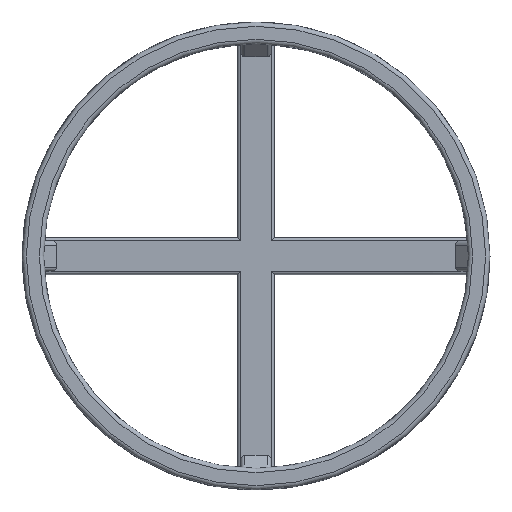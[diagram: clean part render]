
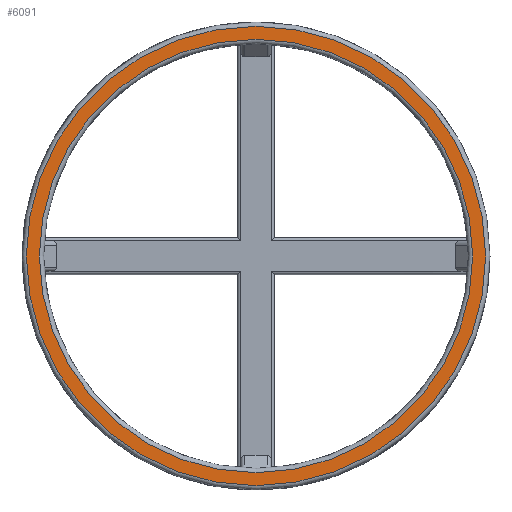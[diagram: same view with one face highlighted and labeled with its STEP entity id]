
A CAD part, top view. The second image highlights one B-rep face of the part: STEP entity #6091.
In plain terms, the highlighted planar face has unit normal (0, 0, 1).
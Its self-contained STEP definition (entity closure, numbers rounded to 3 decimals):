
#324 = TOROIDAL_SURFACE('',#325,50.,1.);
#325 = AXIS2_PLACEMENT_3D('',#326,#327,#328);
#326 = CARTESIAN_POINT('',(0.,0.,21.));
#327 = DIRECTION('',(0.,0.,1.));
#328 = DIRECTION('',(1.,0.,0.));
#4706 = VERTEX_POINT('',#4707);
#4707 = CARTESIAN_POINT('',(50.,0.,22.));
#4727 = EDGE_CURVE('',#4706,#4706,#4728,.T.);
#4728 = SURFACE_CURVE('',#4729,(#4734,#4741),.PCURVE_S1.);
#4729 = CIRCLE('',#4730,50.);
#4730 = AXIS2_PLACEMENT_3D('',#4731,#4732,#4733);
#4731 = CARTESIAN_POINT('',(0.,0.,22.));
#4732 = DIRECTION('',(0.,0.,1.));
#4733 = DIRECTION('',(1.,0.,0.));
#4734 = PCURVE('',#324,#4735);
#4735 = DEFINITIONAL_REPRESENTATION('',(#4736),#4740);
#4736 = LINE('',#4737,#4738);
#4737 = CARTESIAN_POINT('',(0.,1.571));
#4738 = VECTOR('',#4739,1.);
#4739 = DIRECTION('',(1.,0.));
#4740 = ( GEOMETRIC_REPRESENTATION_CONTEXT(2) 
PARAMETRIC_REPRESENTATION_CONTEXT() REPRESENTATION_CONTEXT('2D SPACE',''
  ) );
#4741 = PCURVE('',#4742,#4747);
#4742 = PLANE('',#4743);
#4743 = AXIS2_PLACEMENT_3D('',#4744,#4745,#4746);
#4744 = CARTESIAN_POINT('',(0.,0.,22.)
  );
#4745 = DIRECTION('',(0.,0.,1.));
#4746 = DIRECTION('',(1.,0.,-0.));
#4747 = DEFINITIONAL_REPRESENTATION('',(#4748),#4752);
#4748 = CIRCLE('',#4749,50.);
#4749 = AXIS2_PLACEMENT_2D('',#4750,#4751);
#4750 = CARTESIAN_POINT('',(0.,0.));
#4751 = DIRECTION('',(1.,0.));
#4752 = ( GEOMETRIC_REPRESENTATION_CONTEXT(2) 
PARAMETRIC_REPRESENTATION_CONTEXT() REPRESENTATION_CONTEXT('2D SPACE',''
  ) );
#6091 = ADVANCED_FACE('',(#6092,#6123),#4742,.T.);
#6092 = FACE_BOUND('',#6093,.T.);
#6093 = EDGE_LOOP('',(#6094));
#6094 = ORIENTED_EDGE('',*,*,#6095,.T.);
#6095 = EDGE_CURVE('',#6096,#6096,#6098,.T.);
#6096 = VERTEX_POINT('',#6097);
#6097 = CARTESIAN_POINT('',(53.,0.,22.));
#6098 = SURFACE_CURVE('',#6099,(#6104,#6111),.PCURVE_S1.);
#6099 = CIRCLE('',#6100,53.);
#6100 = AXIS2_PLACEMENT_3D('',#6101,#6102,#6103);
#6101 = CARTESIAN_POINT('',(0.,0.,22.));
#6102 = DIRECTION('',(0.,0.,1.));
#6103 = DIRECTION('',(1.,0.,-0.));
#6104 = PCURVE('',#4742,#6105);
#6105 = DEFINITIONAL_REPRESENTATION('',(#6106),#6110);
#6106 = CIRCLE('',#6107,53.);
#6107 = AXIS2_PLACEMENT_2D('',#6108,#6109);
#6108 = CARTESIAN_POINT('',(0.,0.));
#6109 = DIRECTION('',(1.,0.));
#6110 = ( GEOMETRIC_REPRESENTATION_CONTEXT(2) 
PARAMETRIC_REPRESENTATION_CONTEXT() REPRESENTATION_CONTEXT('2D SPACE',''
  ) );
#6111 = PCURVE('',#6112,#6117);
#6112 = TOROIDAL_SURFACE('',#6113,53.,1.);
#6113 = AXIS2_PLACEMENT_3D('',#6114,#6115,#6116);
#6114 = CARTESIAN_POINT('',(0.,0.,21.));
#6115 = DIRECTION('',(0.,0.,1.));
#6116 = DIRECTION('',(1.,0.,-0.));
#6117 = DEFINITIONAL_REPRESENTATION('',(#6118),#6122);
#6118 = LINE('',#6119,#6120);
#6119 = CARTESIAN_POINT('',(0.,1.571));
#6120 = VECTOR('',#6121,1.);
#6121 = DIRECTION('',(1.,0.));
#6122 = ( GEOMETRIC_REPRESENTATION_CONTEXT(2) 
PARAMETRIC_REPRESENTATION_CONTEXT() REPRESENTATION_CONTEXT('2D SPACE',''
  ) );
#6123 = FACE_BOUND('',#6124,.T.);
#6124 = EDGE_LOOP('',(#6125));
#6125 = ORIENTED_EDGE('',*,*,#4727,.F.);
